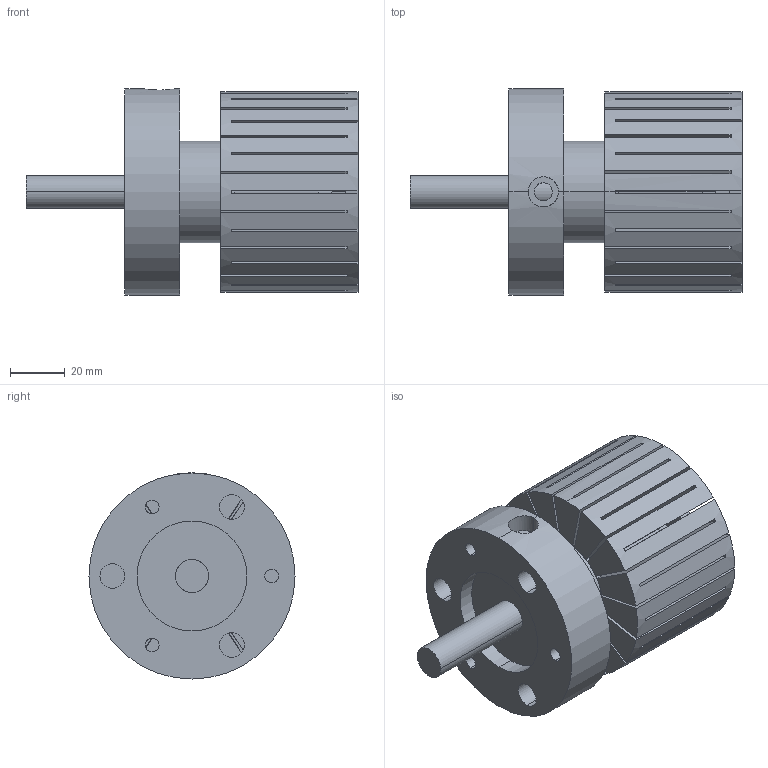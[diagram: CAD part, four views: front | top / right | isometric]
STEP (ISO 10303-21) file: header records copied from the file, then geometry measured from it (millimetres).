
FILE_DESCRIPTION (( 'STEP AP214' ), '1' );
FILE_NAME ('_DTG-4C2.STEP', '2023-12-11T02:21:53', ( '' ), ( '' ), 'SwSTEP 2.0', 'SolidWorks 2023', '' );
FILE_SCHEMA (( 'AUTOMOTIVE_DESIGN' ));
Length unit declared in the file: millimetre
Products named in the file (4): DTG-4C2-底座; DTG-4C2-拉杆; _DTG-4C2; DTG-4C2-涨套 
Assembly tree (3 placements, depth 2):
  _DTG-4C2
    DTG-4C2-底座
    DTG-4C2-拉杆
    DTG-4C2-涨套 
Bounding box: 120.8 x 75 x 75 mm (x, y, z)
Volume: 269138.1 mm3; surface area: 110874.4 mm2
Topology: 3 solids, 3 shells, 361 faces, 1031 edges, 680 vertices
Faces by surface type: plane 178, cylinder 118, cone 65
Entity records: 12288 total; most frequent: CARTESIAN_POINT 2608, ORIENTED_EDGE 2062, DIRECTION 2009, EDGE_CURVE 1031, AXIS2_PLACEMENT_3D 743, VERTEX_POINT 680, VECTOR 523, LINE 523
